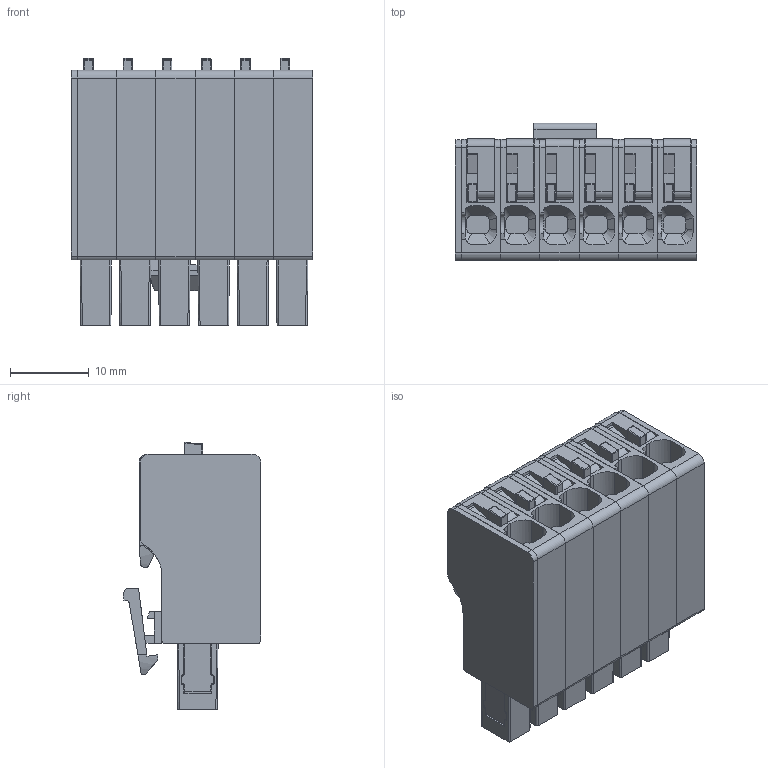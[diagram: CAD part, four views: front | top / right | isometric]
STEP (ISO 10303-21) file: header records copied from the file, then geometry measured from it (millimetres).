
FILE_DESCRIPTION(('CATIA V5 STEP Exchange','CAx-IF Rec.Pracs.--- Model Styling and Organization---1.4--- 2014-01-23'),'2;1');
FILE_NAME ('D1463854_2', '2022-08-24T06:11:06+00:00', ('none'), ('Weidmueller'), 'CATIA Version 5-6 Release 2016 SP3 HF44', 'CATIA V5 STEP AP214', 'none');
FILE_SCHEMA(('AUTOMOTIVE_DESIGN { 1 0 10303 214 1 1 1 1 }'));
Products named in the file (1): 2741710000
Bounding box: 30.8 x 17.53 x 34 mm (x, y, z)
Volume: 10686.3 mm3; surface area: 12153.4 mm2
Topology: 20 solids, 20 shells, 1514 faces, 4179 edges, 2732 vertices
Faces by surface type: plane 884, cylinder 535, sphere 48, cone 28, bspline 13, torus 6
Entity records: 51933 total; most frequent: CARTESIAN_POINT 13960, ORIENTED_EDGE 8214, DIRECTION 6214, EDGE_CURVE 4107, VERTEX_POINT 2720, VECTOR 2647, LINE 2647, AXIS2_PLACEMENT_3D 2156
